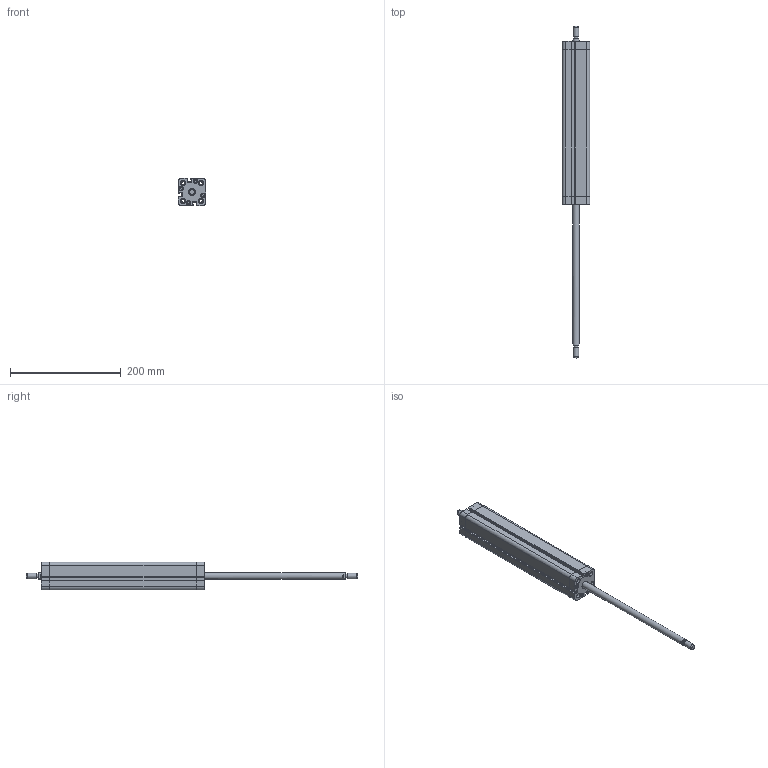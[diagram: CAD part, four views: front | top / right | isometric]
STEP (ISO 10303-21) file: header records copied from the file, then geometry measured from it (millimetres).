
FILE_DESCRIPTION((''),'2;1');
FILE_NAME('ADMP032.250.GS.M.stp','2011-08-25T11:08:04',('Administrator'),(''),'Autodesk Inventor 2012','Autodesk Inventor 2012','');
FILE_SCHEMA(('AUTOMOTIVE_DESIGN { 1 0 10303 214 1 1 1 1 }'));
Length unit declared in the file: millimetre
Products named in the file (1): ADMP032.250.GS.M
Bounding box: 50.1 x 600.5 x 50.1 mm (x, y, z)
Volume: 697829.5 mm3; surface area: 106404.4 mm2
Topology: 1 solids, 1 shells, 310 faces, 798 edges, 530 vertices
Faces by surface type: plane 182, cylinder 122, cone 4, torus 2
Full cylindrical faces by diameter (mm): 4.917 x4, 7.5 x8, 7.9 x2, 8 x8, 8.566 x2, 9 x8, 10 x2, 12 x2, 13.6 x2
Entity records: 9647 total; most frequent: CARTESIAN_POINT 1671, DIRECTION 1622, ORIENTED_EDGE 1500, EDGE_CURVE 750, AXIS2_PLACEMENT_3D 565, VERTEX_POINT 526, VECTOR 492, LINE 492
